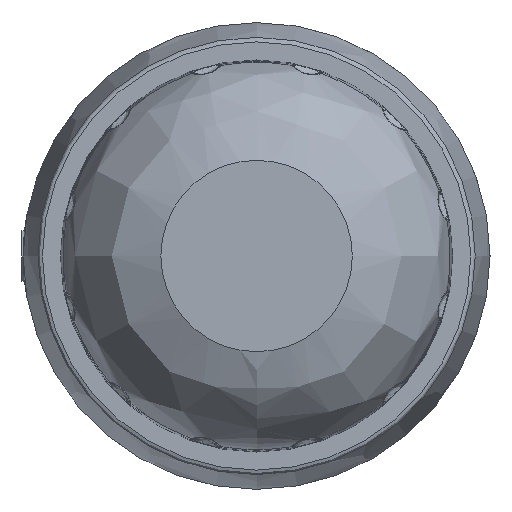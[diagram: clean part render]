
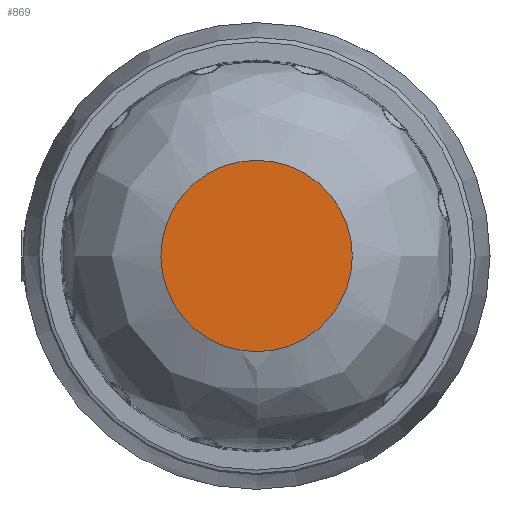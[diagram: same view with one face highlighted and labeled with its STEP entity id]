
A CAD part, left-side view. The second image highlights one B-rep face of the part: STEP entity #869.
In plain terms, the highlighted planar face has unit normal (-1, 0, 0).
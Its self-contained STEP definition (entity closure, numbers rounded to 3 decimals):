
#446=FACE_OUTER_BOUND('',#1847,.T.);
#869=ADVANCED_FACE('',(#446),#953,.F.);
#953=PLANE('',#4761);
#1847=EDGE_LOOP('',(#3075));
#3075=ORIENTED_EDGE('',*,*,#3868,.F.);
#3369=VERTEX_POINT('',#7497);
#3868=EDGE_CURVE('',#3369,#3369,#4243,.T.);
#4243=CIRCLE('',#4597,4.1);
#4597=AXIS2_PLACEMENT_3D('',#7496,#5469,#5470);
#4761=AXIS2_PLACEMENT_3D('',#10767,#5841,#5842);
#5469=DIRECTION('',(1.,0.,0.));
#5470=DIRECTION('',(0.,0.,-1.));
#5841=DIRECTION('',(1.,0.,0.));
#5842=DIRECTION('',(0.,0.,-1.));
#7496=CARTESIAN_POINT('',(-12.852,0.,0.));
#7497=CARTESIAN_POINT('',(-12.852,0.,-4.1));
#10767=CARTESIAN_POINT('',(-12.852,0.,0.));
